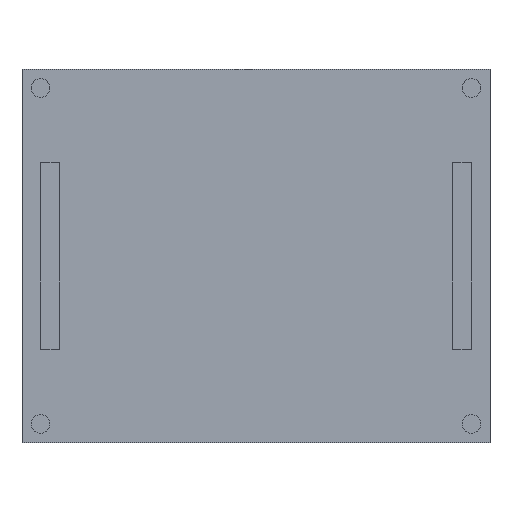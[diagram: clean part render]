
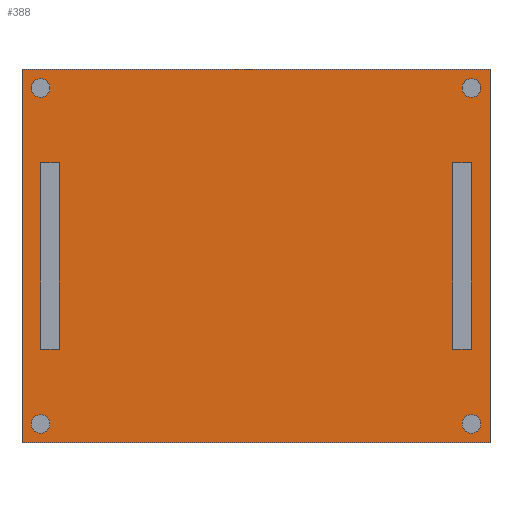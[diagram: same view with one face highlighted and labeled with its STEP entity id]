
A CAD part, top view. The second image highlights one B-rep face of the part: STEP entity #388.
In plain terms, the highlighted planar face has unit normal (0, 0, 1).
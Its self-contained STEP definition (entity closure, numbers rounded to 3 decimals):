
#19=FACE_BOUND('',#83,.T.);
#20=FACE_BOUND('',#84,.T.);
#21=FACE_BOUND('',#85,.T.);
#22=FACE_BOUND('',#86,.T.);
#23=FACE_BOUND('',#87,.T.);
#24=FACE_BOUND('',#88,.T.);
#25=CIRCLE('',#417,5.);
#27=CIRCLE('',#421,5.);
#29=CIRCLE('',#425,5.);
#31=CIRCLE('',#429,5.);
#58=FACE_OUTER_BOUND('',#82,.T.);
#82=EDGE_LOOP('',(#323,#324,#325,#326));
#83=EDGE_LOOP('',(#327,#328,#329,#330));
#84=EDGE_LOOP('',(#331,#332,#333,#334));
#85=EDGE_LOOP('',(#335));
#86=EDGE_LOOP('',(#336));
#87=EDGE_LOOP('',(#337));
#88=EDGE_LOOP('',(#338));
#91=LINE('',#554,#131);
#95=LINE('',#562,#135);
#98=LINE('',#568,#138);
#101=LINE('',#573,#141);
#103=LINE('',#579,#143);
#107=LINE('',#587,#147);
#110=LINE('',#593,#150);
#113=LINE('',#598,#153);
#120=LINE('',#634,#160);
#128=LINE('',#649,#168);
#129=LINE('',#651,#169);
#130=LINE('',#652,#170);
#131=VECTOR('',#445,10.);
#135=VECTOR('',#451,10.);
#138=VECTOR('',#456,10.);
#141=VECTOR('',#461,10.);
#143=VECTOR('',#467,10.);
#147=VECTOR('',#473,10.);
#150=VECTOR('',#478,10.);
#153=VECTOR('',#483,10.);
#160=VECTOR('',#526,10.);
#168=VECTOR('',#538,10.);
#169=VECTOR('',#541,10.);
#170=VECTOR('',#542,10.);
#171=VERTEX_POINT('',#552);
#172=VERTEX_POINT('',#553);
#175=VERTEX_POINT('',#561);
#177=VERTEX_POINT('',#567);
#179=VERTEX_POINT('',#577);
#180=VERTEX_POINT('',#578);
#183=VERTEX_POINT('',#586);
#185=VERTEX_POINT('',#592);
#187=VERTEX_POINT('',#602);
#189=VERTEX_POINT('',#609);
#191=VERTEX_POINT('',#616);
#193=VERTEX_POINT('',#623);
#195=VERTEX_POINT('',#630);
#197=VERTEX_POINT('',#633);
#201=VERTEX_POINT('',#645);
#202=VERTEX_POINT('',#647);
#203=EDGE_CURVE('',#171,#172,#91,.T.);
#207=EDGE_CURVE('',#175,#171,#95,.T.);
#210=EDGE_CURVE('',#177,#175,#98,.T.);
#213=EDGE_CURVE('',#172,#177,#101,.T.);
#215=EDGE_CURVE('',#179,#180,#103,.T.);
#219=EDGE_CURVE('',#183,#179,#107,.T.);
#222=EDGE_CURVE('',#185,#183,#110,.T.);
#225=EDGE_CURVE('',#180,#185,#113,.T.);
#227=EDGE_CURVE('',#187,#187,#25,.T.);
#230=EDGE_CURVE('',#189,#189,#27,.T.);
#233=EDGE_CURVE('',#191,#191,#29,.T.);
#236=EDGE_CURVE('',#193,#193,#31,.T.);
#240=EDGE_CURVE('',#195,#197,#120,.T.);
#248=EDGE_CURVE('',#201,#202,#128,.T.);
#249=EDGE_CURVE('',#201,#195,#129,.T.);
#250=EDGE_CURVE('',#197,#202,#130,.T.);
#323=ORIENTED_EDGE('',*,*,#249,.F.);
#324=ORIENTED_EDGE('',*,*,#248,.T.);
#325=ORIENTED_EDGE('',*,*,#250,.F.);
#326=ORIENTED_EDGE('',*,*,#240,.F.);
#327=ORIENTED_EDGE('',*,*,#203,.T.);
#328=ORIENTED_EDGE('',*,*,#213,.T.);
#329=ORIENTED_EDGE('',*,*,#210,.T.);
#330=ORIENTED_EDGE('',*,*,#207,.T.);
#331=ORIENTED_EDGE('',*,*,#215,.T.);
#332=ORIENTED_EDGE('',*,*,#225,.T.);
#333=ORIENTED_EDGE('',*,*,#222,.T.);
#334=ORIENTED_EDGE('',*,*,#219,.T.);
#335=ORIENTED_EDGE('',*,*,#227,.T.);
#336=ORIENTED_EDGE('',*,*,#230,.T.);
#337=ORIENTED_EDGE('',*,*,#233,.T.);
#338=ORIENTED_EDGE('',*,*,#236,.T.);
#364=PLANE('',#435);
#388=ADVANCED_FACE('',(#58,#19,#20,#21,#22,#23,#24),#364,.T.);
#417=AXIS2_PLACEMENT_3D('',#603,#489,#490);
#421=AXIS2_PLACEMENT_3D('',#610,#498,#499);
#425=AXIS2_PLACEMENT_3D('',#617,#507,#508);
#429=AXIS2_PLACEMENT_3D('',#624,#516,#517);
#435=AXIS2_PLACEMENT_3D('',#650,#539,#540);
#445=DIRECTION('',(0.,-1.,0.));
#451=DIRECTION('',(1.,0.,0.));
#456=DIRECTION('',(0.,1.,0.));
#461=DIRECTION('',(-1.,0.,0.));
#467=DIRECTION('',(0.,1.,0.));
#473=DIRECTION('',(-1.,0.,0.));
#478=DIRECTION('',(0.,-1.,0.));
#483=DIRECTION('',(1.,0.,0.));
#489=DIRECTION('center_axis',(0.,0.,-1.));
#490=DIRECTION('ref_axis',(-1.,0.,0.));
#498=DIRECTION('center_axis',(0.,0.,-1.));
#499=DIRECTION('ref_axis',(-1.,0.,0.));
#507=DIRECTION('center_axis',(0.,0.,-1.));
#508=DIRECTION('ref_axis',(-1.,0.,0.));
#516=DIRECTION('center_axis',(0.,0.,-1.));
#517=DIRECTION('ref_axis',(-1.,0.,0.));
#526=DIRECTION('',(0.,1.,0.));
#538=DIRECTION('',(0.,1.,0.));
#539=DIRECTION('center_axis',(0.,0.,1.));
#540=DIRECTION('ref_axis',(1.,0.,0.));
#541=DIRECTION('',(-1.,0.,0.));
#542=DIRECTION('',(1.,0.,0.));
#552=CARTESIAN_POINT('',(240.8,150.,50.));
#553=CARTESIAN_POINT('',(240.8,50.,50.));
#554=CARTESIAN_POINT('',(240.8,75.,50.));
#561=CARTESIAN_POINT('',(230.8,150.,50.));
#562=CARTESIAN_POINT('',(115.4,150.,50.));
#567=CARTESIAN_POINT('',(230.8,50.,50.));
#568=CARTESIAN_POINT('',(230.8,25.,50.));
#573=CARTESIAN_POINT('',(120.4,50.,50.));
#577=CARTESIAN_POINT('',(10.,50.,50.));
#578=CARTESIAN_POINT('',(10.,150.,50.));
#579=CARTESIAN_POINT('',(10.,25.,50.));
#586=CARTESIAN_POINT('',(20.,50.,50.));
#587=CARTESIAN_POINT('',(10.,50.,50.));
#592=CARTESIAN_POINT('',(20.,150.,50.));
#593=CARTESIAN_POINT('',(20.,75.,50.));
#598=CARTESIAN_POINT('',(5.,150.,50.));
#602=CARTESIAN_POINT('',(15.,190.,50.));
#603=CARTESIAN_POINT('Origin',(10.,190.,50.));
#609=CARTESIAN_POINT('',(245.8,190.,50.));
#610=CARTESIAN_POINT('Origin',(240.8,190.,50.));
#616=CARTESIAN_POINT('',(245.8,10.,50.));
#617=CARTESIAN_POINT('Origin',(240.8,10.,50.));
#623=CARTESIAN_POINT('',(15.,10.,50.));
#624=CARTESIAN_POINT('Origin',(10.,10.,50.));
#630=CARTESIAN_POINT('',(0.,0.,50.));
#633=CARTESIAN_POINT('',(0.,200.,50.));
#634=CARTESIAN_POINT('',(0.,0.,50.));
#645=CARTESIAN_POINT('',(250.8,0.,50.));
#647=CARTESIAN_POINT('',(250.8,200.,50.));
#649=CARTESIAN_POINT('',(250.8,0.,50.));
#650=CARTESIAN_POINT('Origin',(0.,0.,50.));
#651=CARTESIAN_POINT('',(250.8,0.,50.));
#652=CARTESIAN_POINT('',(250.8,200.,50.));
